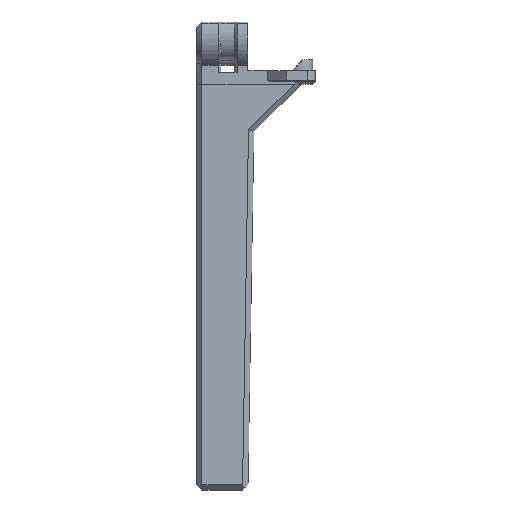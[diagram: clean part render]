
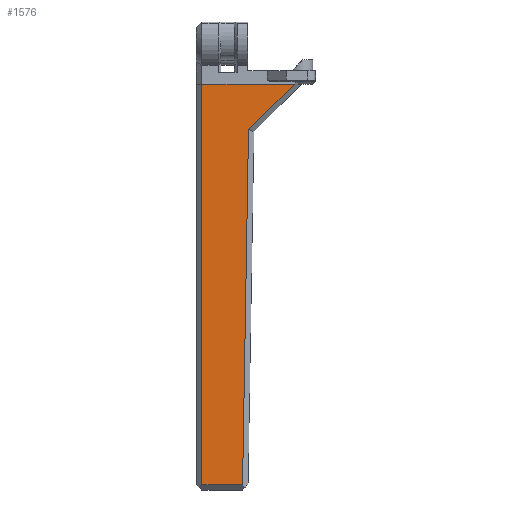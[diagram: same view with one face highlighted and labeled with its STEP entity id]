
A CAD part, top view. The second image highlights one B-rep face of the part: STEP entity #1576.
In plain terms, the highlighted face is planar.
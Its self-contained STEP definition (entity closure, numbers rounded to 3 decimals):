
#165=FACE_OUTER_BOUND('',#249,.T.);
#249=EDGE_LOOP('',(#1390,#1391,#1392,#1393,#1394));
#309=LINE('',#2364,#473);
#314=LINE('',#2373,#478);
#368=LINE('',#2521,#532);
#405=LINE('',#2629,#569);
#406=LINE('',#2630,#570);
#473=VECTOR('',#1869,10.);
#478=VECTOR('',#1876,10.);
#532=VECTOR('',#1996,10.);
#569=VECTOR('',#2117,10.);
#570=VECTOR('',#2118,10.);
#677=VERTEX_POINT('',#2361);
#678=VERTEX_POINT('',#2363);
#681=VERTEX_POINT('',#2371);
#724=VERTEX_POINT('',#2520);
#744=VERTEX_POINT('',#2628);
#843=EDGE_CURVE('',#677,#678,#309,.T.);
#848=EDGE_CURVE('',#681,#677,#314,.T.);
#916=EDGE_CURVE('',#724,#678,#368,.T.);
#966=EDGE_CURVE('',#744,#681,#405,.T.);
#967=EDGE_CURVE('',#724,#744,#406,.T.);
#1390=ORIENTED_EDGE('',*,*,#843,.F.);
#1391=ORIENTED_EDGE('',*,*,#848,.F.);
#1392=ORIENTED_EDGE('',*,*,#966,.F.);
#1393=ORIENTED_EDGE('',*,*,#967,.F.);
#1394=ORIENTED_EDGE('',*,*,#916,.T.);
#1493=PLANE('',#1718);
#1576=ADVANCED_FACE('',(#165),#1493,.T.);
#1718=AXIS2_PLACEMENT_3D('',#2627,#2115,#2116);
#1869=DIRECTION('',(-0.005,1.,-0.005));
#1876=DIRECTION('',(0.707,0.,-0.707));
#1996=DIRECTION('',(0.707,0.,-0.707));
#2115=DIRECTION('center_axis',(-0.707,-0.007,
-0.707));
#2116=DIRECTION('ref_axis',(-0.707,0.,0.707));
#2117=DIRECTION('',(0.016,-1.,-0.007));
#2118=DIRECTION('',(0.507,-0.701,-0.501));
#2361=CARTESIAN_POINT('',(-154.901,-153.,147.811));
#2363=CARTESIAN_POINT('',(-155.599,-5.,147.114));
#2364=CARTESIAN_POINT('',(-155.607,-3.245,147.105));
#2371=CARTESIAN_POINT('',(-165.531,-153.,158.441));
#2373=CARTESIAN_POINT('',(-165.154,-153.,158.064));
#2520=CARTESIAN_POINT('',(-179.745,-5.,171.26));
#2521=CARTESIAN_POINT('',(-167.62,-5.,159.134));
#2627=CARTESIAN_POINT('Origin',(-169.387,-5.,160.902));
#2628=CARTESIAN_POINT('',(-167.698,-21.646,159.37));
#2629=CARTESIAN_POINT('',(-167.973,-5.007,159.488));
#2630=CARTESIAN_POINT('',(-174.431,-12.342,166.015));
